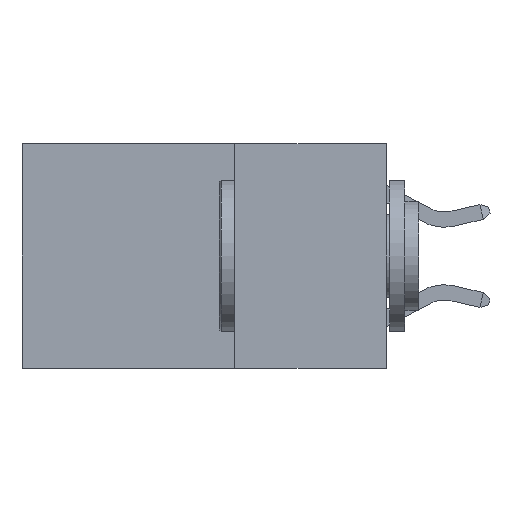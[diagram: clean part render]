
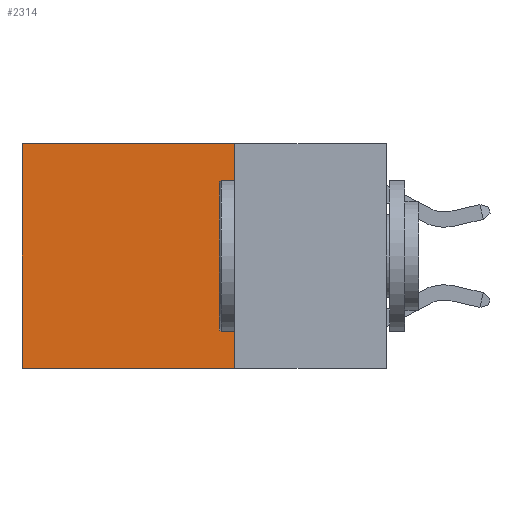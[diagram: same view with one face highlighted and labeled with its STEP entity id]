
A CAD part, left-side view. The second image highlights one B-rep face of the part: STEP entity #2314.
In plain terms, the highlighted planar face has unit normal (-1, 0, 0).
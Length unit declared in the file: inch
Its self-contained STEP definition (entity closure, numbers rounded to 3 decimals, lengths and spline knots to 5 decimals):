
#515 = DIRECTION ( 'NONE',  ( 1., 0., 0. ) ) ;
#1473 = ORIENTED_EDGE ( 'NONE', *, *, #5723, .F. ) ;
#2295 = VECTOR ( 'NONE', #6099, 39.37008 ) ;
#2314 = ADVANCED_FACE ( 'NONE', ( #3808 ), #6203, .F. ) ;
#2443 = LINE ( 'NONE', #12658, #7944 ) ;
#3096 = EDGE_CURVE ( 'NONE', #11299, #3650, #8819, .T. ) ;
#3650 = VERTEX_POINT ( 'NONE', #4400 ) ;
#3808 = FACE_OUTER_BOUND ( 'NONE', #4530, .T. ) ;
#4327 = EDGE_CURVE ( 'NONE', #8941, #11299, #9271, .T. ) ;
#4400 = CARTESIAN_POINT ( 'NONE',  ( 0.2625, 0.6, -0.37 ) ) ;
#4530 = EDGE_LOOP ( 'NONE', ( #11768, #6696, #1473, #9792 ) ) ;
#5001 = CARTESIAN_POINT ( 'NONE',  ( 0.2625, 0.25, 0. ) ) ;
#5097 = CARTESIAN_POINT ( 'NONE',  ( 0.2625, 0.25, 0. ) ) ;
#5568 = CARTESIAN_POINT ( 'NONE',  ( 0.2625, 0.25, 0. ) ) ;
#5667 = VECTOR ( 'NONE', #10621, 39.37008 ) ;
#5723 = EDGE_CURVE ( 'NONE', #8941, #7521, #12803, .T. ) ;
#6099 = DIRECTION ( 'NONE',  ( 0., 0., -1. ) ) ;
#6203 = PLANE ( 'NONE',  #7736 ) ;
#6499 = VECTOR ( 'NONE', #6658, 39.37008 ) ;
#6658 = DIRECTION ( 'NONE',  ( 0., 1., 0. ) ) ;
#6696 = ORIENTED_EDGE ( 'NONE', *, *, #6737, .F. ) ;
#6737 = EDGE_CURVE ( 'NONE', #7521, #3650, #2443, .T. ) ;
#7286 = CARTESIAN_POINT ( 'NONE',  ( 0.2625, 0.6, 0. ) ) ;
#7521 = VERTEX_POINT ( 'NONE', #12021 ) ;
#7736 = AXIS2_PLACEMENT_3D ( 'NONE', #5097, #515, #8330 ) ;
#7944 = VECTOR ( 'NONE', #13635, 39.37008 ) ;
#8330 = DIRECTION ( 'NONE',  ( 0., 0., -1. ) ) ;
#8819 = LINE ( 'NONE', #9601, #5667 ) ;
#8941 = VERTEX_POINT ( 'NONE', #9358 ) ;
#9271 = LINE ( 'NONE', #5568, #6499 ) ;
#9358 = CARTESIAN_POINT ( 'NONE',  ( 0.2625, 0.25, 0. ) ) ;
#9601 = CARTESIAN_POINT ( 'NONE',  ( 0.2625, 0.6, 0. ) ) ;
#9792 = ORIENTED_EDGE ( 'NONE', *, *, #4327, .T. ) ;
#10621 = DIRECTION ( 'NONE',  ( 0., 0., -1. ) ) ;
#11299 = VERTEX_POINT ( 'NONE', #7286 ) ;
#11768 = ORIENTED_EDGE ( 'NONE', *, *, #3096, .T. ) ;
#12021 = CARTESIAN_POINT ( 'NONE',  ( 0.2625, 0.25, -0.37 ) ) ;
#12658 = CARTESIAN_POINT ( 'NONE',  ( 0.2625, 0.25, -0.37 ) ) ;
#12803 = LINE ( 'NONE', #5001, #2295 ) ;
#13635 = DIRECTION ( 'NONE',  ( 0., 1., 0. ) ) ;
